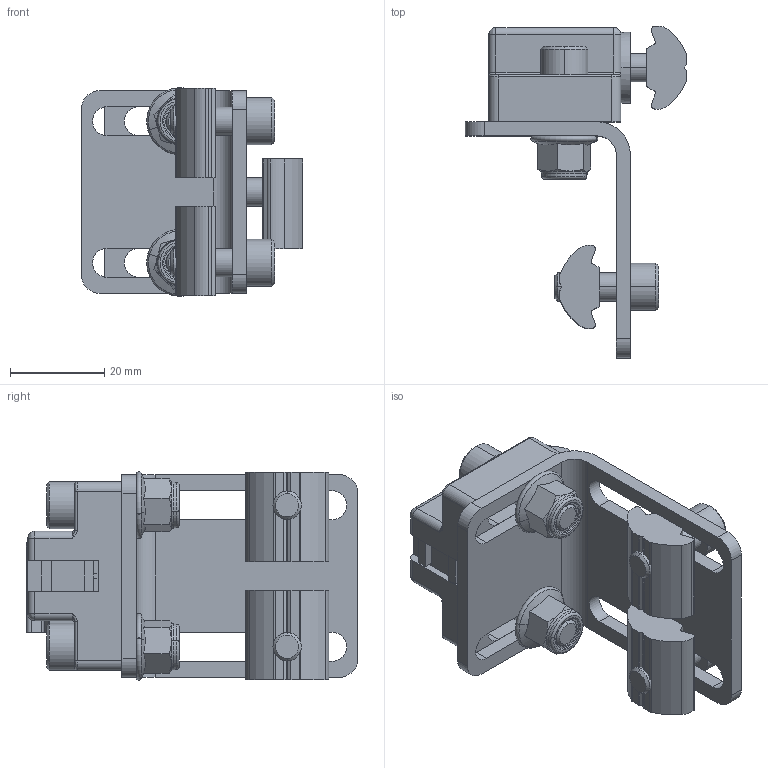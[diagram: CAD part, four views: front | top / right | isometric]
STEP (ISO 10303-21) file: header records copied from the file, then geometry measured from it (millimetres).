
FILE_DESCRIPTION (( 'STEP AP214' ), '1' );
FILE_NAME ('40-6 Magnetic Door Catch Kit (40DDC-3400-001-01).STEP', '2024-10-17T20:13:36', ( '' ), ( '' ), 'SwSTEP 2.0', 'SolidWorks 2020', '' );
FILE_SCHEMA (( 'AUTOMOTIVE_DESIGN' ));
Length unit declared in the file: millimetre
Products named in the file (5): Catch Magnet_Standard; Catch Bracket; Catch Screw_Standard; 40-6 Magnetic Door Catch Kit (40DDC-3400-001-01); Catch Bracket Nut_Standard
Assembly tree (5 placements, depth 2):
  40-6 Magnetic Door Catch Kit (40DDC-3400-001-01)
    Catch Bracket
    Catch Magnet_Standard
    Catch Bracket Nut_Standard  x2
    Catch Screw_Standard
Bounding box: 46.95 x 70.33 x 44.15 mm (x, y, z)
Volume: 30585.3 mm3; surface area: 24621.2 mm2
Topology: 17 solids, 17 shells, 487 faces, 1231 edges, 771 vertices
Faces by surface type: plane 207, cylinder 177, cone 64, bspline 23, torus 16
Entity records: 20336 total; most frequent: CARTESIAN_POINT 5672, ORIENTED_EDGE 2124, DIRECTION 2078, EDGE_CURVE 1062, AXIS2_PLACEMENT_3D 761, VERTEX_POINT 672, LINE 556, VECTOR 556
